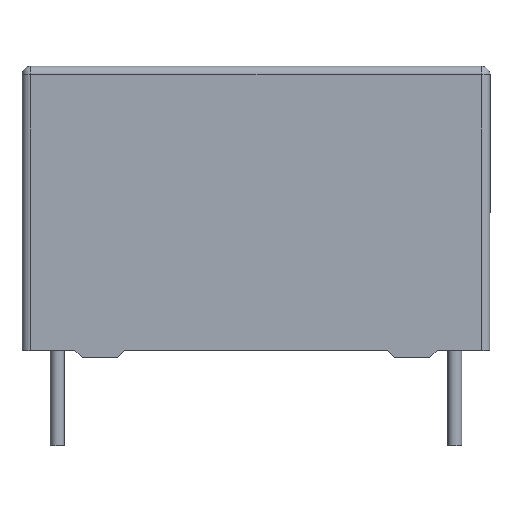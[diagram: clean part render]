
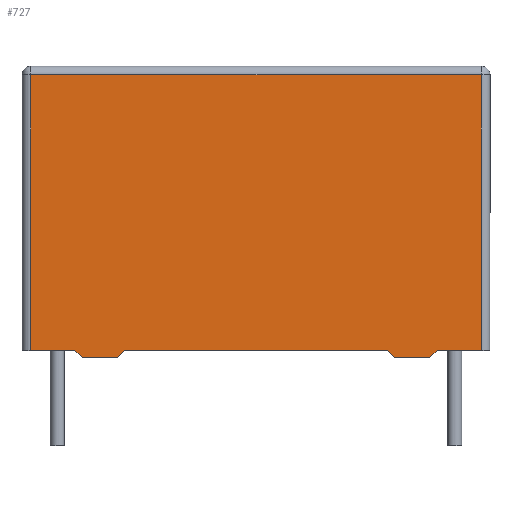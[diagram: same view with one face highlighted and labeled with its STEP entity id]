
A CAD part, top view. The second image highlights one B-rep face of the part: STEP entity #727.
In plain terms, the highlighted planar face has unit normal (0, 0, 1).
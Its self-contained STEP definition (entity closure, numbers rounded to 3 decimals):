
#14 = LINE ( 'NONE', #821, #1081 ) ;
#30 = ORIENTED_EDGE ( 'NONE', *, *, #70, .T. ) ;
#32 = CARTESIAN_POINT ( 'NONE',  ( 7.85, -8.25, 4.25 ) ) ;
#37 = EDGE_CURVE ( 'NONE', #187, #1478, #1345, .T. ) ;
#70 = EDGE_CURVE ( 'NONE', #982, #1136, #975, .T. ) ;
#78 = LINE ( 'NONE', #1393, #905 ) ;
#116 = ORIENTED_EDGE ( 'NONE', *, *, #37, .F. ) ;
#165 = ORIENTED_EDGE ( 'NONE', *, *, #1516, .F. ) ;
#175 = CARTESIAN_POINT ( 'NONE',  ( 12.75, -7.85, 4.25 ) ) ;
#187 = VERTEX_POINT ( 'NONE', #175 ) ;
#189 = ORIENTED_EDGE ( 'NONE', *, *, #1387, .T. ) ;
#204 = VECTOR ( 'NONE', #1035, 1000. ) ;
#244 = CARTESIAN_POINT ( 'NONE',  ( -7.45, -7.85, 4.25 ) ) ;
#369 = DIRECTION ( 'NONE',  ( -0.707, 0.707, 0. ) ) ;
#390 = VECTOR ( 'NONE', #1660, 1000. ) ;
#406 = EDGE_CURVE ( 'NONE', #1091, #1280, #14, .T. ) ;
#411 = CARTESIAN_POINT ( 'NONE',  ( 10.25, -7.85, 4.25 ) ) ;
#424 = LINE ( 'NONE', #1425, #891 ) ;
#440 = DIRECTION ( 'NONE',  ( -1., 0., 0. ) ) ;
#483 = ORIENTED_EDGE ( 'NONE', *, *, #948, .F. ) ;
#512 = EDGE_CURVE ( 'NONE', #1091, #1546, #574, .T. ) ;
#521 = ORIENTED_EDGE ( 'NONE', *, *, #1588, .T. ) ;
#530 = CARTESIAN_POINT ( 'NONE',  ( 12.75, 8.25, 4.25 ) ) ;
#538 = ORIENTED_EDGE ( 'NONE', *, *, #406, .T. ) ;
#551 = CARTESIAN_POINT ( 'NONE',  ( -10.25, -7.85, 4.25 ) ) ;
#574 = LINE ( 'NONE', #854, #1790 ) ;
#587 = AXIS2_PLACEMENT_3D ( 'NONE', #1354, #1477, #773 ) ;
#656 = CARTESIAN_POINT ( 'NONE',  ( -12.75, -7.85, 4.25 ) ) ;
#695 = FACE_OUTER_BOUND ( 'NONE', #1690, .T. ) ;
#712 = VERTEX_POINT ( 'NONE', #1471 ) ;
#721 = VECTOR ( 'NONE', #369, 1000. ) ;
#727 = ADVANCED_FACE ( 'NONE', ( #695 ), #1868, .T. ) ;
#773 = DIRECTION ( 'NONE',  ( 1., 0., 0. ) ) ;
#792 = LINE ( 'NONE', #799, #1077 ) ;
#799 = CARTESIAN_POINT ( 'NONE',  ( -10.25, -7.85, 4.25 ) ) ;
#821 = CARTESIAN_POINT ( 'NONE',  ( 13.25, -8.25, 4.25 ) ) ;
#854 = CARTESIAN_POINT ( 'NONE',  ( -9.85, -8.25, 4.25 ) ) ;
#855 = LINE ( 'NONE', #656, #1143 ) ;
#861 = DIRECTION ( 'NONE',  ( 1., 0., 0. ) ) ;
#891 = VECTOR ( 'NONE', #861, 1000. ) ;
#894 = EDGE_CURVE ( 'NONE', #1861, #712, #1269, .T. ) ;
#905 = VECTOR ( 'NONE', #1378, 1000. ) ;
#932 = CARTESIAN_POINT ( 'NONE',  ( 9.85, -8.25, 4.25 ) ) ;
#941 = DIRECTION ( 'NONE',  ( -1., 0., 0. ) ) ;
#948 = EDGE_CURVE ( 'NONE', #1546, #1482, #792, .T. ) ;
#955 = VECTOR ( 'NONE', #1270, 1000. ) ;
#975 = LINE ( 'NONE', #1706, #1684 ) ;
#982 = VERTEX_POINT ( 'NONE', #1585 ) ;
#992 = CARTESIAN_POINT ( 'NONE',  ( -7.45, -7.85, 4.25 ) ) ;
#1017 = CARTESIAN_POINT ( 'NONE',  ( -12.75, 7.75, 4.25 ) ) ;
#1035 = DIRECTION ( 'NONE',  ( -1., 0., 0. ) ) ;
#1055 = CARTESIAN_POINT ( 'NONE',  ( -7.85, -8.25, 4.25 ) ) ;
#1077 = VECTOR ( 'NONE', #941, 1000. ) ;
#1081 = VECTOR ( 'NONE', #1817, 1000. ) ;
#1091 = VERTEX_POINT ( 'NONE', #1701 ) ;
#1136 = VERTEX_POINT ( 'NONE', #1017 ) ;
#1143 = VECTOR ( 'NONE', #1238, 1000. ) ;
#1215 = ORIENTED_EDGE ( 'NONE', *, *, #1373, .F. ) ;
#1238 = DIRECTION ( 'NONE',  ( 0., -1., 0. ) ) ;
#1242 = LINE ( 'NONE', #530, #390 ) ;
#1261 = DIRECTION ( 'NONE',  ( -0.707, -0.707, 0. ) ) ;
#1269 = LINE ( 'NONE', #1383, #721 ) ;
#1270 = DIRECTION ( 'NONE',  ( -1., 0., 0. ) ) ;
#1271 = LINE ( 'NONE', #1337, #204 ) ;
#1280 = VERTEX_POINT ( 'NONE', #1055 ) ;
#1319 = LINE ( 'NONE', #244, #1362 ) ;
#1326 = VERTEX_POINT ( 'NONE', #932 ) ;
#1337 = CARTESIAN_POINT ( 'NONE',  ( 7.45, -7.85, 4.25 ) ) ;
#1345 = LINE ( 'NONE', #1716, #955 ) ;
#1354 = CARTESIAN_POINT ( 'NONE',  ( 0., 0., 4.25 ) ) ;
#1362 = VECTOR ( 'NONE', #1261, 1000. ) ;
#1373 = EDGE_CURVE ( 'NONE', #1478, #1326, #78, .T. ) ;
#1378 = DIRECTION ( 'NONE',  ( -0.707, -0.707, 0. ) ) ;
#1383 = CARTESIAN_POINT ( 'NONE',  ( 7.45, -7.85, 4.25 ) ) ;
#1387 = EDGE_CURVE ( 'NONE', #1136, #1482, #855, .T. ) ;
#1393 = CARTESIAN_POINT ( 'NONE',  ( 9.85, -8.25, 4.25 ) ) ;
#1425 = CARTESIAN_POINT ( 'NONE',  ( 13.25, -8.25, 4.25 ) ) ;
#1429 = EDGE_CURVE ( 'NONE', #187, #982, #1242, .T. ) ;
#1471 = CARTESIAN_POINT ( 'NONE',  ( 7.45, -7.85, 4.25 ) ) ;
#1477 = DIRECTION ( 'NONE',  ( 0., 0., 1. ) ) ;
#1478 = VERTEX_POINT ( 'NONE', #411 ) ;
#1482 = VERTEX_POINT ( 'NONE', #1547 ) ;
#1501 = ORIENTED_EDGE ( 'NONE', *, *, #512, .F. ) ;
#1516 = EDGE_CURVE ( 'NONE', #1649, #1280, #1319, .T. ) ;
#1545 = ORIENTED_EDGE ( 'NONE', *, *, #1735, .F. ) ;
#1546 = VERTEX_POINT ( 'NONE', #551 ) ;
#1547 = CARTESIAN_POINT ( 'NONE',  ( -12.75, -7.85, 4.25 ) ) ;
#1549 = ORIENTED_EDGE ( 'NONE', *, *, #894, .F. ) ;
#1570 = ORIENTED_EDGE ( 'NONE', *, *, #1429, .T. ) ;
#1585 = CARTESIAN_POINT ( 'NONE',  ( 12.75, 7.75, 4.25 ) ) ;
#1588 = EDGE_CURVE ( 'NONE', #1861, #1326, #424, .T. ) ;
#1649 = VERTEX_POINT ( 'NONE', #992 ) ;
#1660 = DIRECTION ( 'NONE',  ( 0., 1., 0. ) ) ;
#1684 = VECTOR ( 'NONE', #440, 1000. ) ;
#1690 = EDGE_LOOP ( 'NONE', ( #116, #1570, #30, #189, #483, #1501, #538, #165, #1545, #1549, #521, #1215 ) ) ;
#1692 = DIRECTION ( 'NONE',  ( -0.707, 0.707, 0. ) ) ;
#1701 = CARTESIAN_POINT ( 'NONE',  ( -9.85, -8.25, 4.25 ) ) ;
#1706 = CARTESIAN_POINT ( 'NONE',  ( -13.25, 7.75, 4.25 ) ) ;
#1716 = CARTESIAN_POINT ( 'NONE',  ( 10.25, -7.85, 4.25 ) ) ;
#1735 = EDGE_CURVE ( 'NONE', #712, #1649, #1271, .T. ) ;
#1790 = VECTOR ( 'NONE', #1692, 1000. ) ;
#1817 = DIRECTION ( 'NONE',  ( 1., 0., 0. ) ) ;
#1861 = VERTEX_POINT ( 'NONE', #32 ) ;
#1868 = PLANE ( 'NONE',  #587 ) ;
